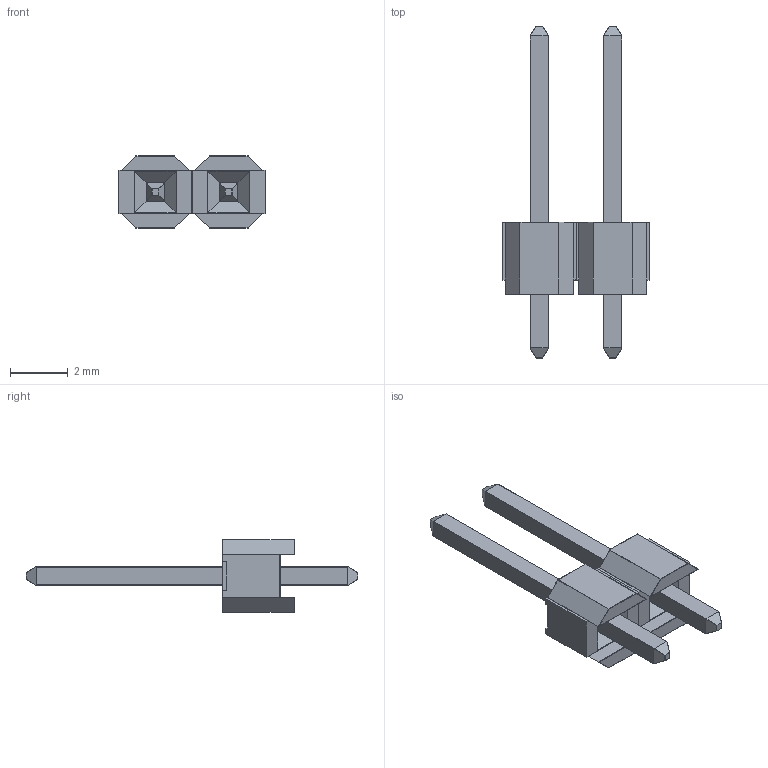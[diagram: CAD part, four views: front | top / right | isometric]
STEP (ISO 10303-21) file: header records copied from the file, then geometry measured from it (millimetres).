
FILE_DESCRIPTION (( 'STEP AP214' ), '1' );
FILE_NAME ('header-2.54-1x2.STEP', '2021-07-10T12:14:39', ( '' ), ( '' ), 'SwSTEP 2.0', 'SolidWorks 2021', '' );
FILE_SCHEMA (( 'AUTOMOTIVE_DESIGN' ));
Length unit declared in the file: millimetre
Products named in the file (3): header-2.54-pin_默认; header-2.54-1x2; header-2.54-body_默认
Assembly tree (4 placements, depth 2):
  header-2.54-1x2
    header-2.54-body_默认  x2
    header-2.54-pin_默认  x2
Bounding box: 5.08 x 11.5 x 2.5 mm (x, y, z)
Volume: 31.4 mm3; surface area: 134.3 mm2
Topology: 4 solids, 4 shells, 260 faces, 602 edges, 344 vertices
Faces by surface type: cylinder 124, plane 96, sphere 32, torus 8
Entity records: 3684 total; most frequent: CARTESIAN_POINT 739, DIRECTION 600, ORIENTED_EDGE 596, EDGE_CURVE 298, AXIS2_PLACEMENT_3D 209, LINE 182, VECTOR 182, VERTEX_POINT 172
